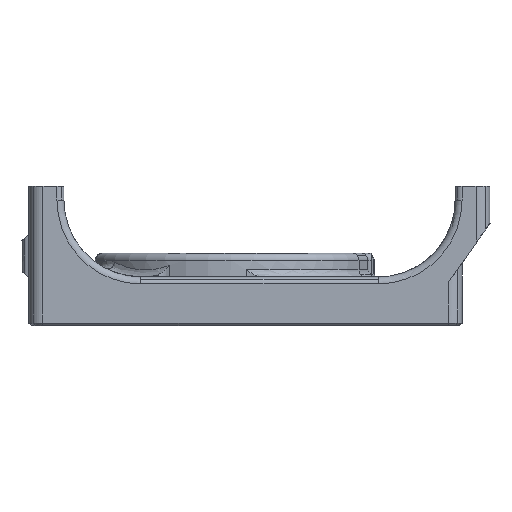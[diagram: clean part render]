
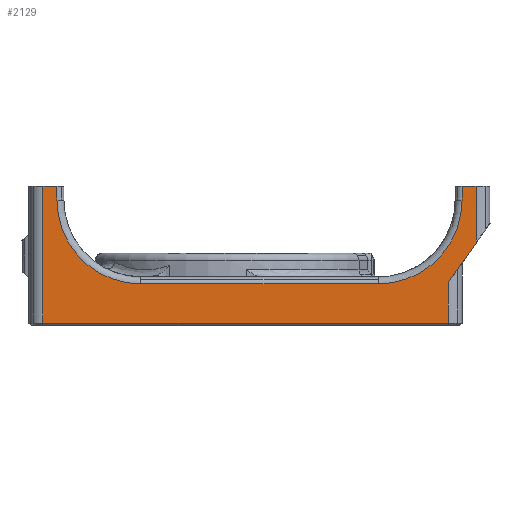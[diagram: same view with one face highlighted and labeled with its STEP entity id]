
A CAD part, left-side view. The second image highlights one B-rep face of the part: STEP entity #2129.
In plain terms, the highlighted planar face has unit normal (-1, 0, 0).
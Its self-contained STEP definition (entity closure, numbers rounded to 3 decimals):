
#279 = CARTESIAN_POINT ( 'NONE',  ( 0., 50., 18. ) ) ;
#401 = VERTEX_POINT ( 'NONE', #5271 ) ;
#499 = CARTESIAN_POINT ( 'NONE',  ( 0., 4., 20. ) ) ;
#523 = VERTEX_POINT ( 'NONE', #11024 ) ;
#535 = CARTESIAN_POINT ( 'NONE',  ( 0., 58., 6. ) ) ;
#680 = DIRECTION ( 'NONE',  ( 0., -0.707, -0.707 ) ) ;
#783 = ORIENTED_EDGE ( 'NONE', *, *, #2316, .T. ) ;
#997 = ORIENTED_EDGE ( 'NONE', *, *, #11215, .T. ) ;
#1048 = AXIS2_PLACEMENT_3D ( 'NONE', #7414, #4508, #4564 ) ;
#1132 = AXIS2_PLACEMENT_3D ( 'NONE', #279, #7479, #10377 ) ;
#1257 = ORIENTED_EDGE ( 'NONE', *, *, #1526, .T. ) ;
#1394 = CARTESIAN_POINT ( 'NONE',  ( 0., 49.5, 0.4 ) ) ;
#1406 = AXIS2_PLACEMENT_3D ( 'NONE', #7945, #11805, #680 ) ;
#1487 = CARTESIAN_POINT ( 'NONE',  ( 0., 2., 20. ) ) ;
#1496 = EDGE_CURVE ( 'NONE', #523, #10568, #6839, .T. ) ;
#1526 = EDGE_CURVE ( 'NONE', #523, #6440, #2292, .T. ) ;
#1630 = VECTOR ( 'NONE', #3518, 1000. ) ;
#1817 = VECTOR ( 'NONE', #7077, 1000. ) ;
#1889 = VECTOR ( 'NONE', #4327, 1000. ) ;
#1890 = CARTESIAN_POINT ( 'NONE',  ( 0., 62., 20. ) ) ;
#1968 = ORIENTED_EDGE ( 'NONE', *, *, #6871, .T. ) ;
#2118 = CARTESIAN_POINT ( 'NONE',  ( 0., 4., 20. ) ) ;
#2129 = ADVANCED_FACE ( 'NONE', ( #5653 ), #5530, .T. ) ;
#2292 = LINE ( 'NONE', #9600, #4893 ) ;
#2300 = DIRECTION ( 'NONE',  ( 0., -1., 0. ) ) ;
#2316 = EDGE_CURVE ( 'NONE', #11570, #6472, #8961, .T. ) ;
#2624 = CARTESIAN_POINT ( 'NONE',  ( 0., 64., 20. ) ) ;
#2678 = DIRECTION ( 'NONE',  ( 0., 0., 1. ) ) ;
#2830 = VERTEX_POINT ( 'NONE', #4530 ) ;
#3028 = CARTESIAN_POINT ( 'NONE',  ( 0., 68., 20. ) ) ;
#3078 = ORIENTED_EDGE ( 'NONE', *, *, #8225, .T. ) ;
#3262 = DIRECTION ( 'NONE',  ( 0., -1., 0. ) ) ;
#3320 = DIRECTION ( 'NONE',  ( 0., 0.574, -0.819 ) ) ;
#3437 = LINE ( 'NONE', #1394, #11665 ) ;
#3518 = DIRECTION ( 'NONE',  ( 0., 0., -1. ) ) ;
#3539 = ORIENTED_EDGE ( 'NONE', *, *, #10990, .F. ) ;
#3994 = DIRECTION ( 'NONE',  ( 0., -1., 0. ) ) ;
#4225 = VECTOR ( 'NONE', #2678, 1000. ) ;
#4228 = CARTESIAN_POINT ( 'NONE',  ( 0., 64., 20. ) ) ;
#4305 = CARTESIAN_POINT ( 'NONE',  ( 0., 16., 6. ) ) ;
#4327 = DIRECTION ( 'NONE',  ( 0., 0., -1. ) ) ;
#4375 = EDGE_CURVE ( 'NONE', #401, #4444, #6251, .T. ) ;
#4427 = EDGE_CURVE ( 'NONE', #8244, #10568, #5163, .T. ) ;
#4436 = DIRECTION ( 'NONE',  ( 0., 0., 1. ) ) ;
#4444 = VERTEX_POINT ( 'NONE', #1890 ) ;
#4496 = CARTESIAN_POINT ( 'NONE',  ( 0., 62., 21.5 ) ) ;
#4508 = DIRECTION ( 'NONE',  ( -1., 0., 0. ) ) ;
#4530 = CARTESIAN_POINT ( 'NONE',  ( 0., 50., 6. ) ) ;
#4564 = DIRECTION ( 'NONE',  ( 0., 0., -1. ) ) ;
#4775 = ORIENTED_EDGE ( 'NONE', *, *, #5393, .T. ) ;
#4792 = VERTEX_POINT ( 'NONE', #4228 ) ;
#4866 = EDGE_CURVE ( 'NONE', #11570, #6440, #10579, .T. ) ;
#4893 = VECTOR ( 'NONE', #5021, 1000. ) ;
#4959 = CARTESIAN_POINT ( 'NONE',  ( 0., 9.615, 0.982 ) ) ;
#5021 = DIRECTION ( 'NONE',  ( 0., 0., 1. ) ) ;
#5163 = LINE ( 'NONE', #8847, #4225 ) ;
#5271 = CARTESIAN_POINT ( 'NONE',  ( 0., 62., 18. ) ) ;
#5393 = EDGE_CURVE ( 'NONE', #4792, #8631, #11642, .T. ) ;
#5397 = ORIENTED_EDGE ( 'NONE', *, *, #1496, .F. ) ;
#5530 = PLANE ( 'NONE',  #1048 ) ;
#5558 = ORIENTED_EDGE ( 'NONE', *, *, #4375, .T. ) ;
#5653 = FACE_OUTER_BOUND ( 'NONE', #6749, .T. ) ;
#6168 = ORIENTED_EDGE ( 'NONE', *, *, #4866, .F. ) ;
#6251 = LINE ( 'NONE', #4496, #8467 ) ;
#6440 = VERTEX_POINT ( 'NONE', #1487 ) ;
#6472 = VERTEX_POINT ( 'NONE', #10919 ) ;
#6532 = VECTOR ( 'NONE', #2300, 1000. ) ;
#6621 = CIRCLE ( 'NONE', #1406, 12. ) ;
#6699 = ORIENTED_EDGE ( 'NONE', *, *, #4427, .T. ) ;
#6749 = EDGE_LOOP ( 'NONE', ( #7124, #6699, #5397, #1257, #6168, #783, #1968, #3078, #997, #5558, #3539, #4775 ) ) ;
#6828 = VECTOR ( 'NONE', #3320, 1000. ) ;
#6839 = LINE ( 'NONE', #4959, #6828 ) ;
#6871 = EDGE_CURVE ( 'NONE', #6472, #10725, #6621, .T. ) ;
#7023 = LINE ( 'NONE', #535, #1817 ) ;
#7077 = DIRECTION ( 'NONE',  ( 0., 1., 0. ) ) ;
#7124 = ORIENTED_EDGE ( 'NONE', *, *, #8323, .T. ) ;
#7414 = CARTESIAN_POINT ( 'NONE',  ( 0., 66., 20. ) ) ;
#7479 = DIRECTION ( 'NONE',  ( 1., 0., 0. ) ) ;
#7945 = CARTESIAN_POINT ( 'NONE',  ( 0., 16., 18. ) ) ;
#8225 = EDGE_CURVE ( 'NONE', #10725, #2830, #7023, .T. ) ;
#8244 = VERTEX_POINT ( 'NONE', #8883 ) ;
#8323 = EDGE_CURVE ( 'NONE', #8631, #8244, #3437, .T. ) ;
#8467 = VECTOR ( 'NONE', #4436, 1000. ) ;
#8631 = VERTEX_POINT ( 'NONE', #10572 ) ;
#8846 = CIRCLE ( 'NONE', #1132, 12. ) ;
#8847 = CARTESIAN_POINT ( 'NONE',  ( 0., 6., 14.5 ) ) ;
#8883 = CARTESIAN_POINT ( 'NONE',  ( 0., 6., 0.4 ) ) ;
#8961 = LINE ( 'NONE', #499, #1630 ) ;
#9600 = CARTESIAN_POINT ( 'NONE',  ( 0., 2., 20. ) ) ;
#10377 = DIRECTION ( 'NONE',  ( 0., 0.707, -0.707 ) ) ;
#10568 = VERTEX_POINT ( 'NONE', #11394 ) ;
#10572 = CARTESIAN_POINT ( 'NONE',  ( 0., 64., 0.4 ) ) ;
#10575 = CARTESIAN_POINT ( 'NONE',  ( 0., 4., 20. ) ) ;
#10579 = LINE ( 'NONE', #2118, #11551 ) ;
#10589 = LINE ( 'NONE', #3028, #6532 ) ;
#10725 = VERTEX_POINT ( 'NONE', #4305 ) ;
#10919 = CARTESIAN_POINT ( 'NONE',  ( 0., 4., 18. ) ) ;
#10990 = EDGE_CURVE ( 'NONE', #4792, #4444, #10589, .T. ) ;
#11024 = CARTESIAN_POINT ( 'NONE',  ( 0., 2., 11.856 ) ) ;
#11215 = EDGE_CURVE ( 'NONE', #2830, #401, #8846, .T. ) ;
#11394 = CARTESIAN_POINT ( 'NONE',  ( 0., 6., 6.144 ) ) ;
#11551 = VECTOR ( 'NONE', #3994, 1000. ) ;
#11570 = VERTEX_POINT ( 'NONE', #10575 ) ;
#11642 = LINE ( 'NONE', #2624, #1889 ) ;
#11665 = VECTOR ( 'NONE', #3262, 1000. ) ;
#11805 = DIRECTION ( 'NONE',  ( 1., 0., 0. ) ) ;
